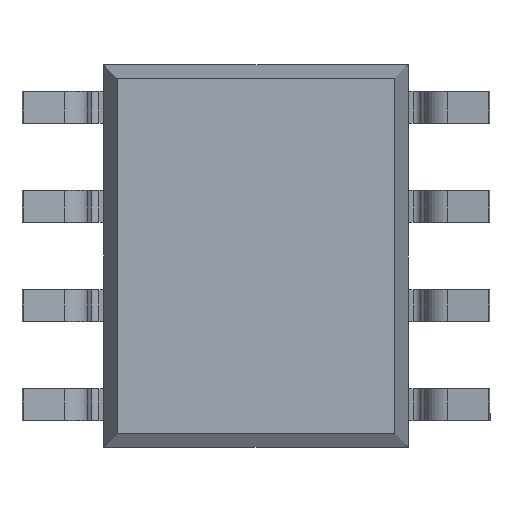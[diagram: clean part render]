
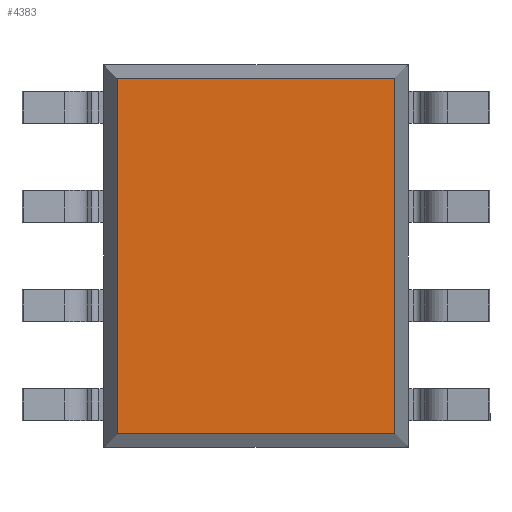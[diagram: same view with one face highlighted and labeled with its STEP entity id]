
A CAD part, front view. The second image highlights one B-rep face of the part: STEP entity #4383.
In plain terms, the highlighted planar face has unit normal (0, -1, 0).
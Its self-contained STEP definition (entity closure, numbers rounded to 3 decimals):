
#294 = CARTESIAN_POINT ( 'NONE',  ( 1.777, 0.25, 2.277 ) ) ;
#397 = CARTESIAN_POINT ( 'NONE',  ( 0., 0.25, 0. ) ) ;
#451 = DIRECTION ( 'NONE',  ( -1., 0., 0. ) ) ;
#580 = LINE ( 'NONE', #1855, #1350 ) ;
#839 = ORIENTED_EDGE ( 'NONE', *, *, #3253, .F. ) ;
#857 = FACE_OUTER_BOUND ( 'NONE', #4056, .T. ) ;
#923 = VERTEX_POINT ( 'NONE', #4417 ) ;
#1083 = LINE ( 'NONE', #2333, #3634 ) ;
#1344 = VECTOR ( 'NONE', #2482, 1000. ) ;
#1350 = VECTOR ( 'NONE', #1941, 1000. ) ;
#1699 = VERTEX_POINT ( 'NONE', #4103 ) ;
#1808 = VERTEX_POINT ( 'NONE', #3802 ) ;
#1855 = CARTESIAN_POINT ( 'NONE',  ( 1.95, 0.25, -2.277 ) ) ;
#1941 = DIRECTION ( 'NONE',  ( -1., 0., 0. ) ) ;
#2041 = LINE ( 'NONE', #2938, #4360 ) ;
#2333 = CARTESIAN_POINT ( 'NONE',  ( 1.777, 0.25, 2.45 ) ) ;
#2482 = DIRECTION ( 'NONE',  ( 0., 0., 1. ) ) ;
#2536 = CARTESIAN_POINT ( 'NONE',  ( -1.777, 0.25, -2.45 ) ) ;
#2554 = PLANE ( 'NONE',  #5071 ) ;
#2913 = ORIENTED_EDGE ( 'NONE', *, *, #3250, .F. ) ;
#2938 = CARTESIAN_POINT ( 'NONE',  ( -1.95, 0.25, 2.277 ) ) ;
#3059 = EDGE_CURVE ( 'NONE', #1699, #1808, #5006, .T. ) ;
#3078 = ORIENTED_EDGE ( 'NONE', *, *, #4927, .F. ) ;
#3148 = DIRECTION ( 'NONE',  ( 0., 0., -1. ) ) ;
#3250 = EDGE_CURVE ( 'NONE', #923, #1699, #580, .T. ) ;
#3253 = EDGE_CURVE ( 'NONE', #3650, #923, #1083, .T. ) ;
#3634 = VECTOR ( 'NONE', #3148, 1000. ) ;
#3650 = VERTEX_POINT ( 'NONE', #294 ) ;
#3802 = CARTESIAN_POINT ( 'NONE',  ( -1.777, 0.25, 2.277 ) ) ;
#4056 = EDGE_LOOP ( 'NONE', ( #5380, #2913, #839, #3078 ) ) ;
#4103 = CARTESIAN_POINT ( 'NONE',  ( -1.777, 0.25, -2.277 ) ) ;
#4228 = DIRECTION ( 'NONE',  ( 0., -1., 0. ) ) ;
#4360 = VECTOR ( 'NONE', #4956, 1000. ) ;
#4383 = ADVANCED_FACE ( 'NONE', ( #857 ), #2554, .T. ) ;
#4417 = CARTESIAN_POINT ( 'NONE',  ( 1.777, 0.25, -2.277 ) ) ;
#4927 = EDGE_CURVE ( 'NONE', #1808, #3650, #2041, .T. ) ;
#4956 = DIRECTION ( 'NONE',  ( 1., 0., 0. ) ) ;
#5006 = LINE ( 'NONE', #2536, #1344 ) ;
#5071 = AXIS2_PLACEMENT_3D ( 'NONE', #397, #4228, #451 ) ;
#5380 = ORIENTED_EDGE ( 'NONE', *, *, #3059, .F. ) ;
